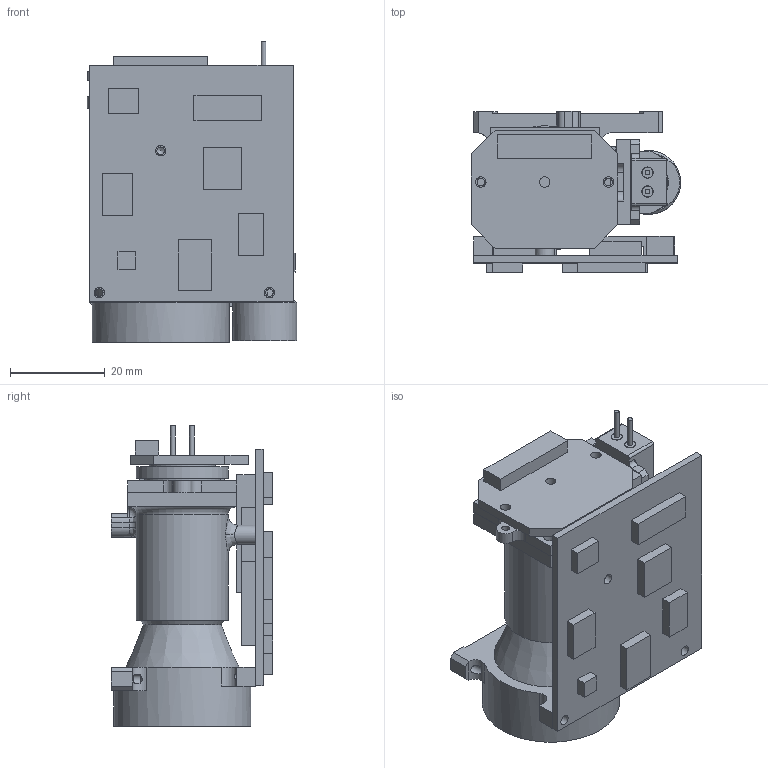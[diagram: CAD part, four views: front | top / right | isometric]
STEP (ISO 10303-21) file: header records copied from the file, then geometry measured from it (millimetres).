
FILE_DESCRIPTION(/* description */ (''),/* implementation_level */ '2;1');
FILE_NAME(/* name */ '1535LRF4K10 Laser Rangefinder Transceiver.stp',/* time_stamp */ '2023-10-19T10:36:59+07:00',/* author */ ('Pham Thang'),/* organization */ (''),/* preprocessor_version */ 'ST-DEVELOPER v18.1',/* originating_system */ 'Autodesk Inventor 2021',/* authorisation */ '');
FILE_SCHEMA (('AUTOMOTIVE_DESIGN { 1 0 10303 214 3 1 1 }'));
Length unit declared in the file: millimetre
Products named in the file (41): 1535LRF4K10 Laser Rangefinder Transceiver; CEJUJI_ASM_109_ASM; Z1_1; FASHEZU_ASM_7_ASM; ASM0001_ASM_1_ASM; PRT0002_2; _3__ASM_3_ASM; PRODUCT_921_ASM_2_ASM; PRODUCT_11847_1; ____1_1; ____2_1; PRODUCT_9926_28; PRODUCT_653_1; PRODUCT_11286_1; PRODUCT_10027_7; APDBAN_8; ANZHUANGZUO_1; JSF60D40_ASM_ASM_2_ASM; MSBR-5_1; MSBR-3_1; MSBR-2_1; MSBR-1_1; KUANGJIA_34; CHULIBAN_5; GEQUAN_3; YAQUAN_4; ____________V04-2_ASM_1_ASM; 11-56-034-R03_1; 11-56-036-R01_1; 11-56-037-R01_1; LST-CP-DJ-001-R02_1; PRODUCT_3436_ASM_1_ASM; PRODUCT_6219_1; 11-56-030-R04_1; 10_______1; 11-56-031-R02_1; COS_________ASM_1_ASM; PRODUCT_8976_1; 11-56-014-R01_1; COS______4_5X5_7_1 ...
Assembly tree (42 placements, depth 6):
  1535LRF4K10 Laser Rangefinder Transceiver
    CEJUJI_ASM_109_ASM
      Z1_1
      FASHEZU_ASM_7_ASM
        ASM0001_ASM_1_ASM
          PRT0002_2
        _3__ASM_3_ASM
          PRODUCT_921_ASM_2_ASM
            PRODUCT_11847_1
            ____1_1
            ____2_1
            PRODUCT_9926_28
            PRODUCT_653_1
            PRODUCT_11286_1
            PRODUCT_10027_7
      APDBAN_8
      ANZHUANGZUO_1
      JSF60D40_ASM_ASM_2_ASM
        MSBR-5_1
        MSBR-3_1
        MSBR-2_1
        MSBR-1_1
      KUANGJIA_34
      CHULIBAN_5
      GEQUAN_3
      YAQUAN_4
      ____________V04-2_ASM_1_ASM
        PRODUCT_6219_1
        11-56-034-R03_1
        11-56-036-R01_1
        LST-CP-DJ-001-R02_1  x2
        11-56-037-R01_1
        PRODUCT_3436_ASM_1_ASM
          PRODUCT_6219_1
        11-56-030-R04_1
        10_______1
        11-56-031-R02_1
        COS_________ASM_1_ASM
          PRODUCT_8976_1
          11-56-014-R01_1
          COS______4_5X5_7_1
        11-56-033-R05_1
Bounding box: 44.25 x 34.1 x 63.57 mm (x, y, z)
Volume: 26777.4 mm3; surface area: 32463.3 mm2
Topology: 33 solids, 33 shells, 726 faces, 1923 edges, 1291 vertices
Faces by surface type: plane 444, cylinder 182, bspline 52, cone 27, sphere 17, torus 4
Full cylindrical faces by diameter (mm): 0.2 x1, 1 x5, 1.288 x1, 1.6 x18, 2 x4, 2.05 x3, 2.1 x1, 2.2 x8, 2.3 x2, 2.4 x6, 2.8 x1, 2.83 x1, 3 x9, 3.1 x1, 3.13 x1, 4 x3, 6.5 x1, 8 x2, 10 x4, 11 x5, 11.188 x1, 12 x2, 12.2 x1, 13.5 x3, 13.95 x1, 14 x1, 16 x2, 16.5 x1, 19.5 x1, 22 x1
Entity records: 42601 total; most frequent: CARTESIAN_POINT 23308, DIRECTION 3757, ORIENTED_EDGE 3716, EDGE_CURVE 1858, AXIS2_PLACEMENT_3D 1332, VERTEX_POINT 1258, LINE 1093, VECTOR 1093
